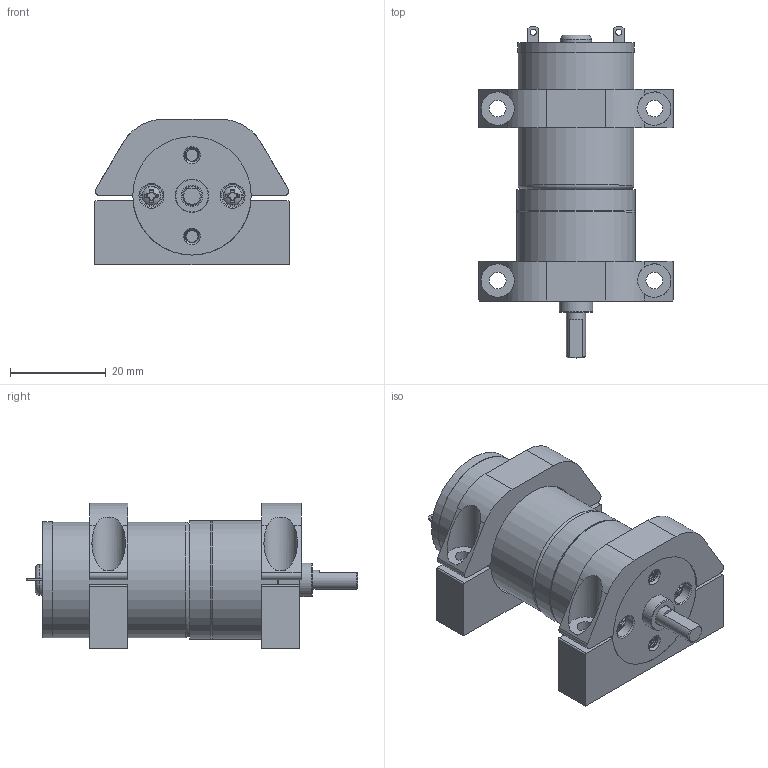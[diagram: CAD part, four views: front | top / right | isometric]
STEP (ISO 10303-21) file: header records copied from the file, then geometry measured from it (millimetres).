
FILE_DESCRIPTION(/* description */ ('','CAx-IF Rec.Pracs.---Representation and Presentation of Product Manufacturing Information (PMI)---4.0---2014-10-13'),/* implementation_level */ '2;1');
FILE_NAME(/* name */ 'MotorMount.step',/* time_stamp */ '2025-02-13T22:06:09+01:00',/* author */ (''),/* organization */ (''),/* preprocessor_version */ 'ST-DEVELOPER v20',/* originating_system */ 'Autodesk Translation Framework v13.20.0.188',/* authorisation */ '');
FILE_SCHEMA (('AP242_MANAGED_MODEL_BASED_3D_ENGINEERING_MIM_LF { 1 0 10303 442 1 1 4 }'));
Products named in the file (5): MotorMount; JGA25-370; Motor; Gearbox; 90116A027_316 Stainless Steel Pan Head Phillips Screws
Assembly tree (5 placements, depth 3):
  MotorMount
    JGA25-370
      Motor
      Gearbox
      90116A027_316 Stainless Steel Pan Head Phillips Screws  x2
Bounding box: 40.8 x 69.5 x 30.4 mm (x, y, z)
Volume: 33206.2 mm3; surface area: 14401.3 mm2
Topology: 8 solids, 8 shells, 449 faces, 1352 edges, 937 vertices
Faces by surface type: cylinder 308, plane 102, cone 16, torus 11, bspline 10, sphere 2
Full cylindrical faces by diameter (mm): 1.3 x2, 1.48 x98, 2 x96, 2.2 x2, 2.529 x26, 3.086 x26, 3.5 x8, 4 x3, 4.5 x1, 4.7 x2, 6.5 x1, 7 x1, 23.2 x1, 24.2 x1, 24.3 x1, 24.8 x3
Entity records: 37943 total; most frequent: CARTESIAN_POINT 29741, ORIENTED_EDGE 1926, DIRECTION 1307, EDGE_CURVE 963, VERTEX_POINT 677, AXIS2_PLACEMENT_3D 485, B_SPLINE_CURVE_WITH_KNOTS 458, EDGE_LOOP 356
